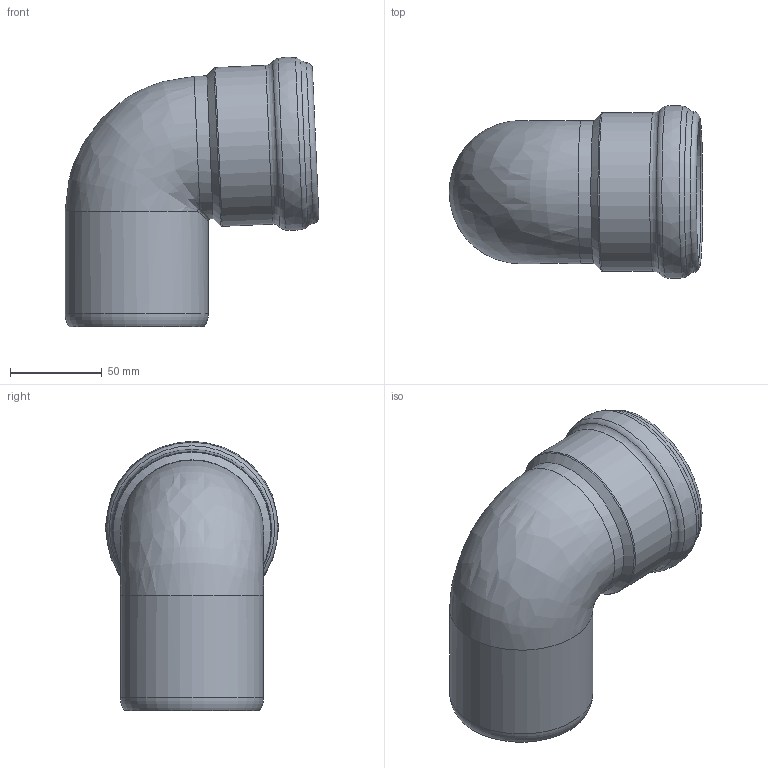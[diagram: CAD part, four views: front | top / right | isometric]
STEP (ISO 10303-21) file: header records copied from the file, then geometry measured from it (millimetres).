
FILE_DESCRIPTION(/* description */ (''),/* implementation_level */ '2;1');
FILE_NAME(/* name */ '333140 SKOLANsafeB Bogen DN_OD 78_87°.stp',/* time_stamp */ '2018-01-09T10:07:04+01:00',/* author */ ('user1'),/* organization */ (''),/* preprocessor_version */ 'ST-DEVELOPER v16.1',/* originating_system */ 'Autodesk Inventor 2016',/* authorisation */ '');
FILE_SCHEMA (('AUTOMOTIVE_DESIGN { 1 0 10303 214 3 1 1 }'));
Length unit declared in the file: millimetre
Products named in the file (1): 333140 SKOLANsafeB Bogen DN_OD 78_87°
Bounding box: 138.27 x 94.4 x 146.81 mm (x, y, z)
Volume: 189151.1 mm3; surface area: 91214.8 mm2
Topology: 1 solids, 1 shells, 31 faces, 69 edges, 37 vertices
Faces by surface type: torus 14, cylinder 8, bspline 4, cone 4, plane 1
Full cylindrical faces by diameter (mm): 69 x2, 78 x2, 78.4 x1, 78.7 x1, 86.6 x1, 87.6 x1
Entity records: 810 total; most frequent: CARTESIAN_POINT 241, DIRECTION 124, ORIENTED_EDGE 74, AXIS2_PLACEMENT_3D 62, EDGE_LOOP 58, EDGE_CURVE 37, VERTEX_POINT 33, CIRCLE 32
